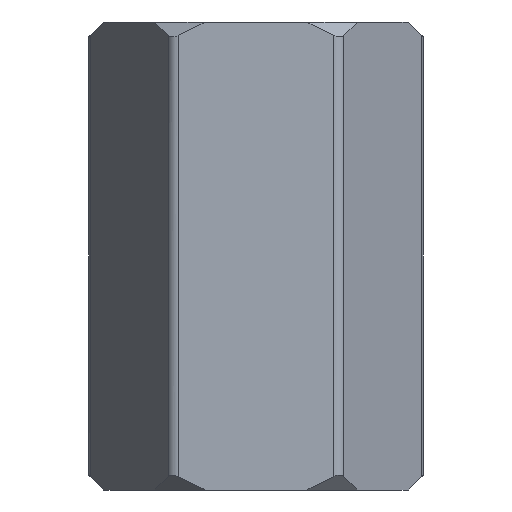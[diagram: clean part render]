
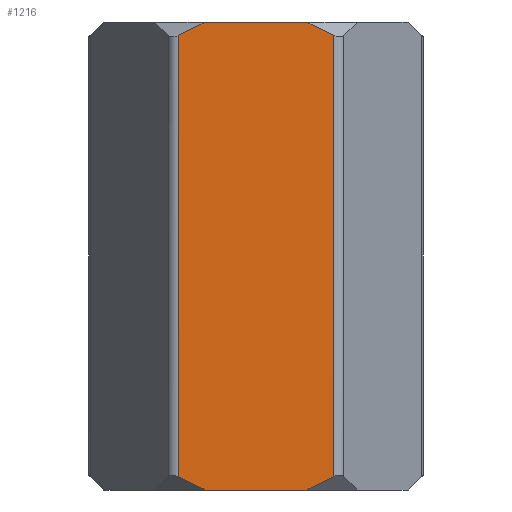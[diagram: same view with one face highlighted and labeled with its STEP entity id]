
A CAD part, front view. The second image highlights one B-rep face of the part: STEP entity #1216.
In plain terms, the highlighted planar face has unit normal (0, -1, 0).
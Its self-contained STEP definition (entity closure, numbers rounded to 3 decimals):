
#29=PLANE('',#1307);
#98=FACE_OUTER_BOUND('',#162,.T.);
#162=EDGE_LOOP('',(#955,#956,#957,#958,#959,#960,#961,#962));
#331=LINE('',#2828,#423);
#333=LINE('',#2834,#425);
#336=LINE('',#2840,#428);
#337=LINE('',#2842,#429);
#338=LINE('',#2844,#430);
#339=LINE('',#2846,#431);
#340=LINE('',#2848,#432);
#341=LINE('',#2849,#433);
#423=VECTOR('',#1505,10.);
#425=VECTOR('',#1511,10.);
#428=VECTOR('',#1516,10.);
#429=VECTOR('',#1517,10.);
#430=VECTOR('',#1518,10.);
#431=VECTOR('',#1519,10.);
#432=VECTOR('',#1520,10.);
#433=VECTOR('',#1521,10.);
#557=VERTEX_POINT('',#2825);
#558=VERTEX_POINT('',#2827);
#560=VERTEX_POINT('',#2833);
#562=VERTEX_POINT('',#2839);
#563=VERTEX_POINT('',#2841);
#564=VERTEX_POINT('',#2843);
#565=VERTEX_POINT('',#2845);
#566=VERTEX_POINT('',#2847);
#719=EDGE_CURVE('',#557,#558,#331,.T.);
#722=EDGE_CURVE('',#558,#560,#333,.T.);
#725=EDGE_CURVE('',#557,#562,#336,.T.);
#726=EDGE_CURVE('',#563,#562,#337,.T.);
#727=EDGE_CURVE('',#563,#564,#338,.T.);
#728=EDGE_CURVE('',#565,#564,#339,.T.);
#729=EDGE_CURVE('',#566,#565,#340,.T.);
#730=EDGE_CURVE('',#566,#560,#341,.T.);
#955=ORIENTED_EDGE('',*,*,#719,.F.);
#956=ORIENTED_EDGE('',*,*,#725,.T.);
#957=ORIENTED_EDGE('',*,*,#726,.F.);
#958=ORIENTED_EDGE('',*,*,#727,.T.);
#959=ORIENTED_EDGE('',*,*,#728,.F.);
#960=ORIENTED_EDGE('',*,*,#729,.F.);
#961=ORIENTED_EDGE('',*,*,#730,.T.);
#962=ORIENTED_EDGE('',*,*,#722,.F.);
#1216=ADVANCED_FACE('',(#98),#29,.T.);
#1307=AXIS2_PLACEMENT_3D('',#2838,#1514,#1515);
#1505=DIRECTION('',(0.,0.,-1.));
#1511=DIRECTION('',(-0.894,0.,-0.447));
#1514=DIRECTION('center_axis',(0.,-1.,0.));
#1515=DIRECTION('ref_axis',(1.,0.,0.));
#1516=DIRECTION('',(-0.894,0.,0.447));
#1517=DIRECTION('',(1.,0.,0.));
#1518=DIRECTION('',(-0.894,0.,-0.447));
#1519=DIRECTION('',(0.,0.,1.));
#1520=DIRECTION('',(-0.894,0.,0.447));
#1521=DIRECTION('',(1.,0.,0.));
#2825=CARTESIAN_POINT('',(1.328,-2.5,3.771));
#2827=CARTESIAN_POINT('',(1.328,-2.5,-3.771));
#2828=CARTESIAN_POINT('',(1.328,-2.5,0.));
#2833=CARTESIAN_POINT('',(0.87,-2.5,-4.));
#2834=CARTESIAN_POINT('',(1.09,-2.5,-3.89));
#2838=CARTESIAN_POINT('Origin',(-1.443,-2.5,0.));
#2839=CARTESIAN_POINT('',(0.87,-2.5,4.));
#2840=CARTESIAN_POINT('',(1.09,-2.5,3.89));
#2841=CARTESIAN_POINT('',(-0.87,-2.5,4.));
#2842=CARTESIAN_POINT('',(-1.443,-2.5,4.));
#2843=CARTESIAN_POINT('',(-1.328,-2.5,3.771));
#2844=CARTESIAN_POINT('',(-1.898,-2.5,3.486));
#2845=CARTESIAN_POINT('',(-1.328,-2.5,-3.771));
#2846=CARTESIAN_POINT('',(-1.328,-2.5,0.));
#2847=CARTESIAN_POINT('',(-0.87,-2.5,-4.));
#2848=CARTESIAN_POINT('',(-1.898,-2.5,-3.486));
#2849=CARTESIAN_POINT('',(-1.443,-2.5,-4.));
